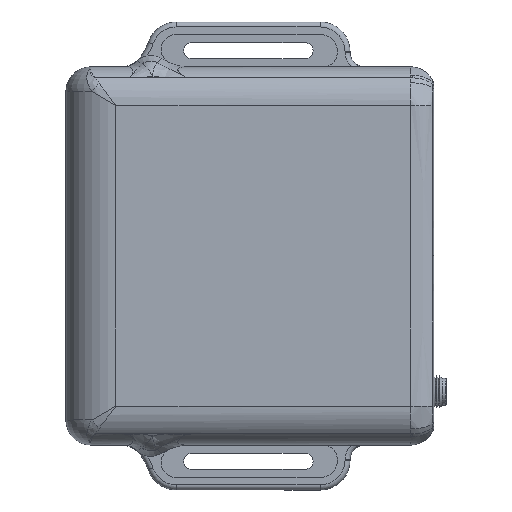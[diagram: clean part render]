
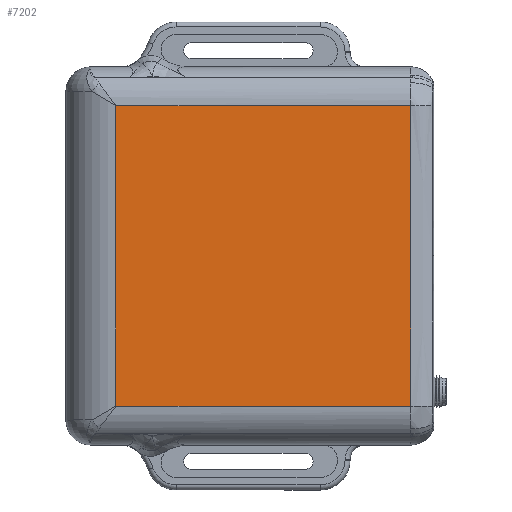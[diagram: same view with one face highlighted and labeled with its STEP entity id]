
A CAD part, top view. The second image highlights one B-rep face of the part: STEP entity #7202.
In plain terms, the highlighted planar face has unit normal (0, 0, 1).
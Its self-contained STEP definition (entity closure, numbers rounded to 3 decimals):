
#7200 = ORIENTED_EDGE ( 'NONE', *, *, #225100, .F. ) ;
#7202 = ADVANCED_FACE ( 'NONE', ( #311815 ), #122485, .F. ) ;
#12789 = ORIENTED_EDGE ( 'NONE', *, *, #119687, .F. ) ;
#33029 = CARTESIAN_POINT ( 'NONE',  ( -38.581, -21.143, 15.989 ) ) ;
#34916 = ORIENTED_EDGE ( 'NONE', *, *, #195393, .F. ) ;
#40467 = CARTESIAN_POINT ( 'NONE',  ( 20.516, 39.089, 15.989 ) ) ;
#43531 = DIRECTION ( 'NONE',  ( 1., 0., 0. ) ) ;
#63483 = VECTOR ( 'NONE', #78923, 1000. ) ;
#67426 = CARTESIAN_POINT ( 'NONE',  ( 28.419, 39.089, 15.989 ) ) ;
#78923 = DIRECTION ( 'NONE',  ( -1., 0., 0. ) ) ;
#92767 = DIRECTION ( 'NONE',  ( 0., -1., 0. ) ) ;
#103738 = CARTESIAN_POINT ( 'NONE',  ( 28.419, -21.143, 15.989 ) ) ;
#106071 = EDGE_LOOP ( 'NONE', ( #34916, #12789, #7200, #317404 ) ) ;
#117375 = EDGE_CURVE ( 'NONE', #118936, #256776, #267442, .T. ) ;
#118936 = VERTEX_POINT ( 'NONE', #40467 ) ;
#119687 = EDGE_CURVE ( 'NONE', #214132, #302510, #272546, .T. ) ;
#122485 = PLANE ( 'NONE',  #177988 ) ;
#126436 = CARTESIAN_POINT ( 'NONE',  ( 28.419, 38.093, 15.989 ) ) ;
#132659 = VECTOR ( 'NONE', #319759, 1000. ) ;
#139807 = DIRECTION ( 'NONE',  ( 0., 1., 0. ) ) ;
#140097 = DIRECTION ( 'NONE',  ( 0., 0., -1. ) ) ;
#177988 = AXIS2_PLACEMENT_3D ( 'NONE', #126436, #140097, #139807 ) ;
#178136 = CARTESIAN_POINT ( 'NONE',  ( -38.581, 39.089, 15.989 ) ) ;
#180202 = LINE ( 'NONE', #67426, #304332 ) ;
#195393 = EDGE_CURVE ( 'NONE', #302510, #118936, #180202, .T. ) ;
#195591 = LINE ( 'NONE', #103738, #63483 ) ;
#214132 = VERTEX_POINT ( 'NONE', #33029 ) ;
#225100 = EDGE_CURVE ( 'NONE', #256776, #214132, #195591, .T. ) ;
#228090 = CARTESIAN_POINT ( 'NONE',  ( 20.516, -21.143, 15.989 ) ) ;
#256776 = VERTEX_POINT ( 'NONE', #228090 ) ;
#259632 = VECTOR ( 'NONE', #92767, 1000. ) ;
#266493 = CARTESIAN_POINT ( 'NONE',  ( 20.516, 38.093, 15.989 ) ) ;
#267442 = LINE ( 'NONE', #266493, #259632 ) ;
#272546 = LINE ( 'NONE', #295034, #132659 ) ;
#295034 = CARTESIAN_POINT ( 'NONE',  ( -38.581, 38.093, 15.989 ) ) ;
#302510 = VERTEX_POINT ( 'NONE', #178136 ) ;
#304332 = VECTOR ( 'NONE', #43531, 1000. ) ;
#311815 = FACE_OUTER_BOUND ( 'NONE', #106071, .T. ) ;
#317404 = ORIENTED_EDGE ( 'NONE', *, *, #117375, .F. ) ;
#319759 = DIRECTION ( 'NONE',  ( 0., 1., 0. ) ) ;
